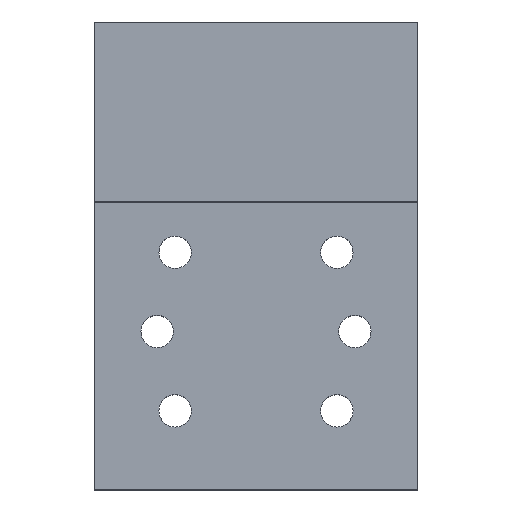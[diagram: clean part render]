
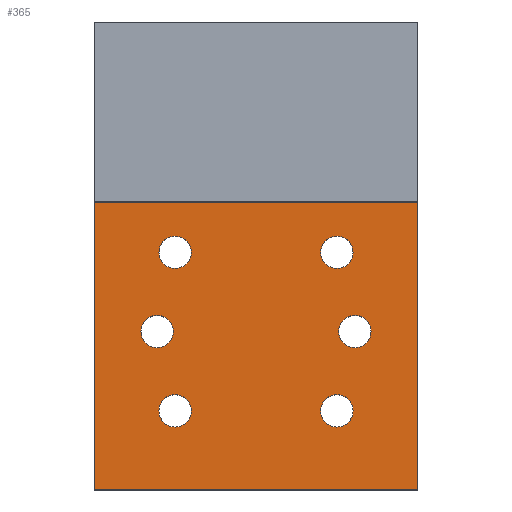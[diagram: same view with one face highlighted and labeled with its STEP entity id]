
A CAD part, top view. The second image highlights one B-rep face of the part: STEP entity #365.
In plain terms, the highlighted planar face has unit normal (0, 0, 1).
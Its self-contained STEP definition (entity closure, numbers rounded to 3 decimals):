
#15 = VERTEX_POINT ( 'NONE', #1108 ) ;
#29 = ORIENTED_EDGE ( 'NONE', *, *, #2019, .T. ) ;
#40 = CARTESIAN_POINT ( 'NONE',  ( 22., 44., 27. ) ) ;
#61 = DIRECTION ( 'NONE',  ( -1., 0., 0. ) ) ;
#63 = EDGE_CURVE ( 'NONE', #2465, #1614, #331, .T. ) ;
#65 = DIRECTION ( 'NONE',  ( 0., 0., -1. ) ) ;
#81 = CIRCLE ( 'NONE', #1192, 4.5 ) ;
#83 = PLANE ( 'NONE',  #1219 ) ;
#88 = ORIENTED_EDGE ( 'NONE', *, *, #710, .T. ) ;
#108 = ORIENTED_EDGE ( 'NONE', *, *, #2338, .F. ) ;
#111 = AXIS2_PLACEMENT_3D ( 'NONE', #670, #2064, #872 ) ;
#125 = CIRCLE ( 'NONE', #2331, 4.5 ) ;
#136 = VERTEX_POINT ( 'NONE', #459 ) ;
#168 = EDGE_CURVE ( 'NONE', #2288, #404, #1331, .T. ) ;
#196 = DIRECTION ( 'NONE',  ( 0., 0., -1. ) ) ;
#207 = VERTEX_POINT ( 'NONE', #2270 ) ;
#234 = DIRECTION ( 'NONE',  ( 0., 0., -1. ) ) ;
#264 = CARTESIAN_POINT ( 'NONE',  ( 22.5, 66.045, 27. ) ) ;
#313 = AXIS2_PLACEMENT_3D ( 'NONE', #1426, #234, #1641 ) ;
#331 = CIRCLE ( 'NONE', #346, 4.5 ) ;
#346 = AXIS2_PLACEMENT_3D ( 'NONE', #1266, #65, #1466 ) ;
#347 = DIRECTION ( 'NONE',  ( 0., 0., -1. ) ) ;
#365 = ADVANCED_FACE ( 'NONE', ( #2485, #429, #506, #1969, #1413, #913, #369 ), #83, .F. ) ;
#369 = FACE_OUTER_BOUND ( 'NONE', #396, .T. ) ;
#376 = DIRECTION ( 'NONE',  ( 0., 1., 0. ) ) ;
#387 = EDGE_CURVE ( 'NONE', #2372, #2490, #1308, .T. ) ;
#396 = EDGE_LOOP ( 'NONE', ( #2172, #515, #108, #1658 ) ) ;
#404 = VERTEX_POINT ( 'NONE', #1591 ) ;
#429 = FACE_BOUND ( 'NONE', #2173, .T. ) ;
#458 = EDGE_CURVE ( 'NONE', #404, #2288, #730, .T. ) ;
#459 = CARTESIAN_POINT ( 'NONE',  ( 72., 21.955, 27. ) ) ;
#473 = CARTESIAN_POINT ( 'NONE',  ( 90., 80., 27. ) ) ;
#474 = DIRECTION ( 'NONE',  ( -1., 0., 0. ) ) ;
#486 = VECTOR ( 'NONE', #1594, 1000. ) ;
#506 = FACE_BOUND ( 'NONE', #2441, .T. ) ;
#515 = ORIENTED_EDGE ( 'NONE', *, *, #387, .T. ) ;
#522 = ORIENTED_EDGE ( 'NONE', *, *, #168, .T. ) ;
#541 = EDGE_CURVE ( 'NONE', #1182, #15, #2132, .T. ) ;
#567 = ORIENTED_EDGE ( 'NONE', *, *, #1422, .T. ) ;
#598 = ORIENTED_EDGE ( 'NONE', *, *, #1075, .T. ) ;
#617 = CARTESIAN_POINT ( 'NONE',  ( 63., 21.955, 27. ) ) ;
#623 = CIRCLE ( 'NONE', #799, 4.5 ) ;
#624 = ORIENTED_EDGE ( 'NONE', *, *, #541, .T. ) ;
#670 = CARTESIAN_POINT ( 'NONE',  ( 72.5, 44., 27. ) ) ;
#694 = EDGE_CURVE ( 'NONE', #1183, #2184, #765, .T. ) ;
#695 = DIRECTION ( 'NONE',  ( 1., 0., 0. ) ) ;
#710 = EDGE_CURVE ( 'NONE', #727, #1688, #2294, .T. ) ;
#727 = VERTEX_POINT ( 'NONE', #1984 ) ;
#730 = CIRCLE ( 'NONE', #2036, 4.5 ) ;
#760 = CARTESIAN_POINT ( 'NONE',  ( 67.5, 21.955, 27. ) ) ;
#765 = LINE ( 'NONE', #1573, #954 ) ;
#772 = ORIENTED_EDGE ( 'NONE', *, *, #1584, .T. ) ;
#788 = CIRCLE ( 'NONE', #1657, 4.5 ) ;
#799 = AXIS2_PLACEMENT_3D ( 'NONE', #760, #2155, #963 ) ;
#825 = DIRECTION ( 'NONE',  ( 0., 0., -1. ) ) ;
#869 = EDGE_LOOP ( 'NONE', ( #772, #2371 ) ) ;
#872 = DIRECTION ( 'NONE',  ( -1., 0., 0. ) ) ;
#905 = CARTESIAN_POINT ( 'NONE',  ( 18., 66.045, 27. ) ) ;
#909 = DIRECTION ( 'NONE',  ( -1., 0., 0. ) ) ;
#913 = FACE_BOUND ( 'NONE', #951, .T. ) ;
#946 = EDGE_LOOP ( 'NONE', ( #624, #567 ) ) ;
#948 = CARTESIAN_POINT ( 'NONE',  ( 0., 0., 27. ) ) ;
#951 = EDGE_LOOP ( 'NONE', ( #1093, #88 ) ) ;
#954 = VECTOR ( 'NONE', #376, 1000. ) ;
#963 = DIRECTION ( 'NONE',  ( -1., 0., 0. ) ) ;
#965 = CARTESIAN_POINT ( 'NONE',  ( 90., 0., 27. ) ) ;
#989 = CARTESIAN_POINT ( 'NONE',  ( 67.5, 66.045, 27. ) ) ;
#1008 = LINE ( 'NONE', #1710, #486 ) ;
#1015 = DIRECTION ( 'NONE',  ( 0., 0., -1. ) ) ;
#1067 = LINE ( 'NONE', #2090, #1129 ) ;
#1071 = EDGE_CURVE ( 'NONE', #1745, #207, #125, .T. ) ;
#1075 = EDGE_CURVE ( 'NONE', #1614, #2465, #1257, .T. ) ;
#1093 = ORIENTED_EDGE ( 'NONE', *, *, #2000, .T. ) ;
#1108 = CARTESIAN_POINT ( 'NONE',  ( 77., 44., 27. ) ) ;
#1129 = VECTOR ( 'NONE', #695, 1000. ) ;
#1154 = DIRECTION ( 'NONE',  ( 0., 1., 0. ) ) ;
#1179 = DIRECTION ( 'NONE',  ( -1., 0., 0. ) ) ;
#1182 = VERTEX_POINT ( 'NONE', #2146 ) ;
#1183 = VERTEX_POINT ( 'NONE', #948 ) ;
#1192 = AXIS2_PLACEMENT_3D ( 'NONE', #1547, #347, #1748 ) ;
#1204 = DIRECTION ( 'NONE',  ( 0., 0., -1. ) ) ;
#1219 = AXIS2_PLACEMENT_3D ( 'NONE', #1489, #2108, #909 ) ;
#1247 = CARTESIAN_POINT ( 'NONE',  ( 0., 80., 27. ) ) ;
#1257 = CIRCLE ( 'NONE', #2575, 4.5 ) ;
#1263 = DIRECTION ( 'NONE',  ( 0., 0., -1. ) ) ;
#1266 = CARTESIAN_POINT ( 'NONE',  ( 17.5, 44., 27. ) ) ;
#1308 = LINE ( 'NONE', #965, #1836 ) ;
#1313 = AXIS2_PLACEMENT_3D ( 'NONE', #989, #2366, #1179 ) ;
#1331 = CIRCLE ( 'NONE', #1687, 4.5 ) ;
#1389 = CARTESIAN_POINT ( 'NONE',  ( 72.5, 44., 27. ) ) ;
#1413 = FACE_BOUND ( 'NONE', #946, .T. ) ;
#1416 = AXIS2_PLACEMENT_3D ( 'NONE', #1389, #196, #1599 ) ;
#1422 = EDGE_CURVE ( 'NONE', #15, #1182, #2123, .T. ) ;
#1426 = CARTESIAN_POINT ( 'NONE',  ( 22.5, 21.955, 27. ) ) ;
#1432 = VERTEX_POINT ( 'NONE', #617 ) ;
#1443 = CARTESIAN_POINT ( 'NONE',  ( 27., 21.955, 27. ) ) ;
#1466 = DIRECTION ( 'NONE',  ( -1., 0., 0. ) ) ;
#1489 = CARTESIAN_POINT ( 'NONE',  ( -88.566, 0., 27. ) ) ;
#1505 = ORIENTED_EDGE ( 'NONE', *, *, #1779, .T. ) ;
#1547 = CARTESIAN_POINT ( 'NONE',  ( 67.5, 66.045, 27. ) ) ;
#1573 = CARTESIAN_POINT ( 'NONE',  ( 0., 0., 27. ) ) ;
#1584 = EDGE_CURVE ( 'NONE', #207, #1745, #2400, .T. ) ;
#1591 = CARTESIAN_POINT ( 'NONE',  ( 27., 66.045, 27. ) ) ;
#1594 = DIRECTION ( 'NONE',  ( 1., 0., 0. ) ) ;
#1599 = DIRECTION ( 'NONE',  ( -1., 0., 0. ) ) ;
#1614 = VERTEX_POINT ( 'NONE', #40 ) ;
#1635 = CARTESIAN_POINT ( 'NONE',  ( 90., 0., 27. ) ) ;
#1636 = ORIENTED_EDGE ( 'NONE', *, *, #63, .T. ) ;
#1641 = DIRECTION ( 'NONE',  ( -1., 0., 0. ) ) ;
#1657 = AXIS2_PLACEMENT_3D ( 'NONE', #2455, #1263, #61 ) ;
#1658 = ORIENTED_EDGE ( 'NONE', *, *, #694, .F. ) ;
#1663 = DIRECTION ( 'NONE',  ( 0., 0., -1. ) ) ;
#1665 = CARTESIAN_POINT ( 'NONE',  ( 63., 66.045, 27. ) ) ;
#1687 = AXIS2_PLACEMENT_3D ( 'NONE', #264, #1663, #474 ) ;
#1688 = VERTEX_POINT ( 'NONE', #1665 ) ;
#1710 = CARTESIAN_POINT ( 'NONE',  ( -88.566, 80., 27. ) ) ;
#1745 = VERTEX_POINT ( 'NONE', #1443 ) ;
#1748 = DIRECTION ( 'NONE',  ( -1., 0., 0. ) ) ;
#1779 = EDGE_CURVE ( 'NONE', #1432, #136, #788, .T. ) ;
#1812 = EDGE_LOOP ( 'NONE', ( #1505, #29 ) ) ;
#1836 = VECTOR ( 'NONE', #1154, 1000. ) ;
#1870 = CARTESIAN_POINT ( 'NONE',  ( 13., 44., 27. ) ) ;
#1969 = FACE_BOUND ( 'NONE', #1812, .T. ) ;
#1984 = CARTESIAN_POINT ( 'NONE',  ( 72., 66.045, 27. ) ) ;
#2000 = EDGE_CURVE ( 'NONE', #1688, #727, #81, .T. ) ;
#2019 = EDGE_CURVE ( 'NONE', #136, #1432, #623, .T. ) ;
#2023 = CARTESIAN_POINT ( 'NONE',  ( 17.5, 44., 27. ) ) ;
#2036 = AXIS2_PLACEMENT_3D ( 'NONE', #2209, #1015, #2394 ) ;
#2064 = DIRECTION ( 'NONE',  ( 0., 0., -1. ) ) ;
#2090 = CARTESIAN_POINT ( 'NONE',  ( -88.566, 0., 27. ) ) ;
#2108 = DIRECTION ( 'NONE',  ( 0., 0., -1. ) ) ;
#2123 = CIRCLE ( 'NONE', #1416, 4.5 ) ;
#2132 = CIRCLE ( 'NONE', #111, 4.5 ) ;
#2146 = CARTESIAN_POINT ( 'NONE',  ( 68., 44., 27. ) ) ;
#2155 = DIRECTION ( 'NONE',  ( 0., 0., -1. ) ) ;
#2172 = ORIENTED_EDGE ( 'NONE', *, *, #2269, .T. ) ;
#2173 = EDGE_LOOP ( 'NONE', ( #1636, #598 ) ) ;
#2184 = VERTEX_POINT ( 'NONE', #1247 ) ;
#2209 = CARTESIAN_POINT ( 'NONE',  ( 22.5, 66.045, 27. ) ) ;
#2220 = DIRECTION ( 'NONE',  ( -1., 0., 0. ) ) ;
#2269 = EDGE_CURVE ( 'NONE', #1183, #2372, #1067, .T. ) ;
#2270 = CARTESIAN_POINT ( 'NONE',  ( 18., 21.955, 27. ) ) ;
#2288 = VERTEX_POINT ( 'NONE', #905 ) ;
#2294 = CIRCLE ( 'NONE', #1313, 4.5 ) ;
#2303 = ORIENTED_EDGE ( 'NONE', *, *, #458, .T. ) ;
#2331 = AXIS2_PLACEMENT_3D ( 'NONE', #2396, #1204, #2584 ) ;
#2338 = EDGE_CURVE ( 'NONE', #2184, #2490, #1008, .T. ) ;
#2366 = DIRECTION ( 'NONE',  ( 0., 0., -1. ) ) ;
#2371 = ORIENTED_EDGE ( 'NONE', *, *, #1071, .T. ) ;
#2372 = VERTEX_POINT ( 'NONE', #1635 ) ;
#2394 = DIRECTION ( 'NONE',  ( -1., 0., 0. ) ) ;
#2396 = CARTESIAN_POINT ( 'NONE',  ( 22.5, 21.955, 27. ) ) ;
#2400 = CIRCLE ( 'NONE', #313, 4.5 ) ;
#2441 = EDGE_LOOP ( 'NONE', ( #522, #2303 ) ) ;
#2455 = CARTESIAN_POINT ( 'NONE',  ( 67.5, 21.955, 27. ) ) ;
#2465 = VERTEX_POINT ( 'NONE', #1870 ) ;
#2485 = FACE_BOUND ( 'NONE', #869, .T. ) ;
#2490 = VERTEX_POINT ( 'NONE', #473 ) ;
#2575 = AXIS2_PLACEMENT_3D ( 'NONE', #2023, #825, #2220 ) ;
#2584 = DIRECTION ( 'NONE',  ( -1., 0., 0. ) ) ;
